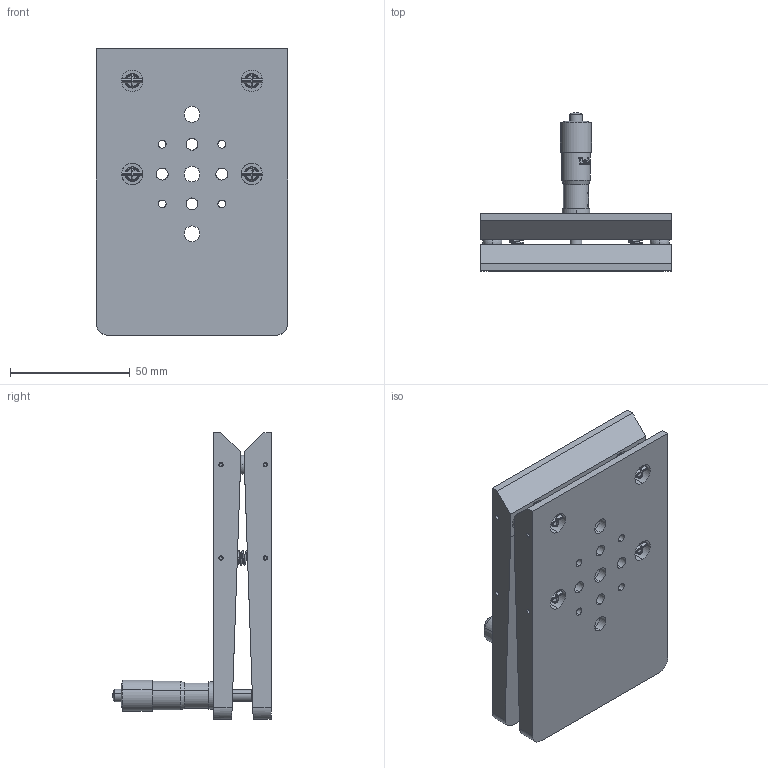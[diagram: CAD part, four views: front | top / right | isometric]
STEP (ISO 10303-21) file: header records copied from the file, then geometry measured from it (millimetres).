
FILE_DESCRIPTION (( 'STEP AP203' ), '1' );
FILE_NAME ('05STP-1M.STEP', '2016-04-21T01:10:56', ( '' ), ( '' ), 'SwSTEP 2.0', 'SolidWorks 2016', '' );
FILE_SCHEMA (( 'CONFIG_CONTROL_DESIGN' ));
Products named in the file (1): 05STP-1M
Bounding box: 80 x 66.2 x 120 mm (x, y, z)
Volume: 168079.4 mm3; surface area: 59090.8 mm2
Topology: 21 solids, 21 shells, 694 faces, 1746 edges, 1150 vertices
Faces by surface type: plane 305, cylinder 197, bspline 150, torus 18, cone 14, sphere 10
Entity records: 42666 total; most frequent: CARTESIAN_POINT 27142, ORIENTED_EDGE 3436, DIRECTION 2688, EDGE_CURVE 1718, VERTEX_POINT 1136, AXIS2_PLACEMENT_3D 980, EDGE_LOOP 864, VECTOR 728
